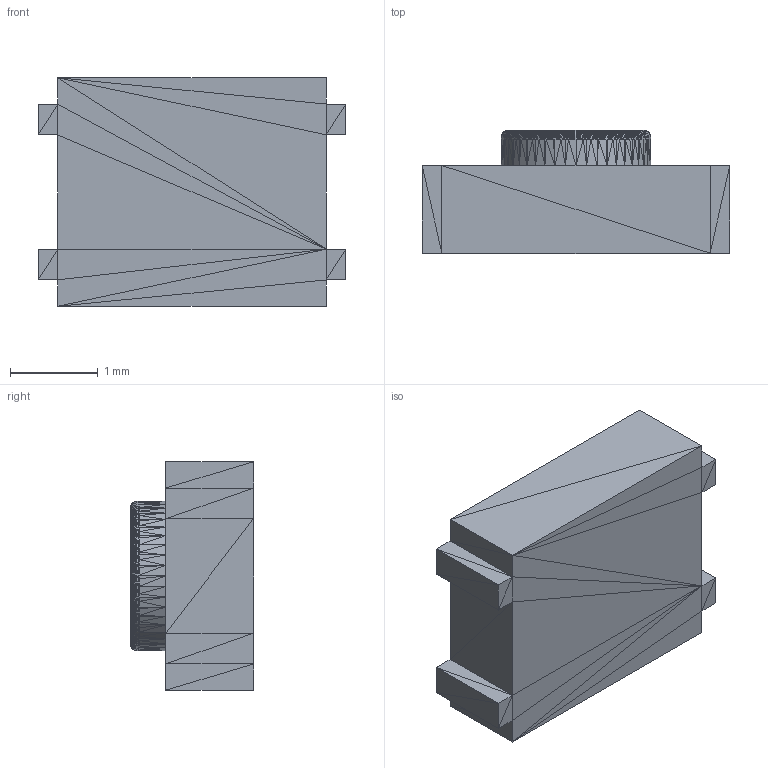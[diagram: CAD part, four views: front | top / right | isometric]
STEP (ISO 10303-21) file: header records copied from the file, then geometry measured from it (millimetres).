
FILE_DESCRIPTION(/* description */ (''),/* implementation_level */ '2;1');
FILE_NAME(/* name */ 'PTS830GM140 SMTR LFS - Pushbutton v2.step',/* time_stamp */ '2018-08-03T01:09:24-04:00',/* author */ ('vogel.sohei'),/* organization */ (''),/* preprocessor_version */ 'ST-DEVELOPER v17',/* originating_system */ 'Autodesk Translation Framework v7.1.0.215',/* authorisation */ '');
FILE_SCHEMA (('AUTOMOTIVE_DESIGN { 1 0 10303 214 3 1 1 }'));
Length unit declared in the file: millimetre
Products named in the file (1): PTS830GM140 SMTR LFS - Pushbutton
Bounding box: 3.5 x 1.4 x 2.6 mm (x, y, z)
Volume: 9.1 mm3; surface area: 31.5 mm2
Topology: 1 solids, 1 shells, 2404 faces, 3606 edges, 1204 vertices
Faces by surface type: plane 2404
Entity records: 46930 total; most frequent: DIRECTION 8416, CARTESIAN_POINT 7215, ORIENTED_EDGE 7212, LINE 3606, VECTOR 3606, EDGE_CURVE 3606, AXIS2_PLACEMENT_3D 2405, FACE_OUTER_BOUND 2404
